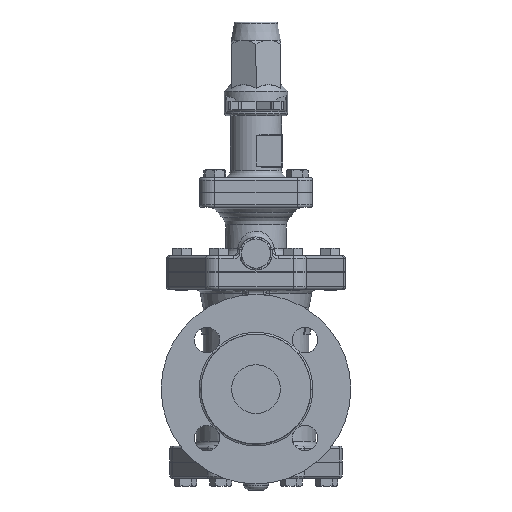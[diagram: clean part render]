
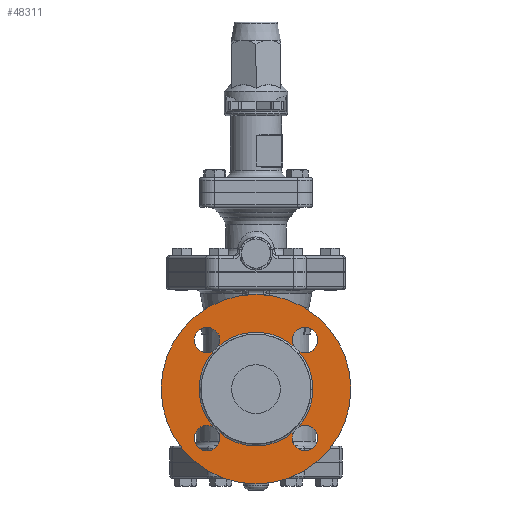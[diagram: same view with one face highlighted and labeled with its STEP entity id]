
A CAD part, left-side view. The second image highlights one B-rep face of the part: STEP entity #48311.
In plain terms, the highlighted planar face has unit normal (-1, 0, 0).
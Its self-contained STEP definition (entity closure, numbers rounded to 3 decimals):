
#43476=CARTESIAN_POINT('',(-109.,0.,138.0));
#43477=VERTEX_POINT('',#43476);
#43478=CARTESIAN_POINT('',(-109.,0.0,60.0));
#43479=DIRECTION('',(1.0,0.0,0.0));
#43480=DIRECTION('',(0.0,0.0,-1.0));
#43481=AXIS2_PLACEMENT_3D('',#43478,#43479,#43480);
#43482=CIRCLE('',#43481,78.0);
#43483=EDGE_CURVE('',#43477,#43477,#43482,.T.);
#48102=CARTESIAN_POINT('',(-109.,-31.36,94.806));
#48103=VERTEX_POINT('',#48102);
#48104=CARTESIAN_POINT('',(-109.,-34.806,91.36));
#48105=VERTEX_POINT('',#48104);
#48119=CARTESIAN_POINT('',(-109.,31.36,94.806));
#48120=VERTEX_POINT('',#48119);
#48121=CARTESIAN_POINT('',(-109.,0.0,60.0));
#48122=DIRECTION('',(-1.0,0.0,0.0));
#48123=DIRECTION('',(0.0,0.0,-1.0));
#48124=AXIS2_PLACEMENT_3D('',#48121,#48122,#48123);
#48125=CIRCLE('',#48124,46.85);
#48126=EDGE_CURVE('',#48103,#48120,#48125,.T.);
#48128=CARTESIAN_POINT('',(-109.,34.806,91.36));
#48129=VERTEX_POINT('',#48128);
#48143=CARTESIAN_POINT('',(-109.,34.806,28.64));
#48144=VERTEX_POINT('',#48143);
#48145=CARTESIAN_POINT('',(-109.,0.0,60.0));
#48146=DIRECTION('',(-1.0,0.0,0.0));
#48147=DIRECTION('',(0.0,0.0,-1.0));
#48148=AXIS2_PLACEMENT_3D('',#48145,#48146,#48147);
#48149=CIRCLE('',#48148,46.85);
#48150=EDGE_CURVE('',#48129,#48144,#48149,.T.);
#48152=CARTESIAN_POINT('',(-109.,31.36,25.194));
#48153=VERTEX_POINT('',#48152);
#48167=CARTESIAN_POINT('',(-109.,-31.36,25.194));
#48168=VERTEX_POINT('',#48167);
#48169=CARTESIAN_POINT('',(-109.,0.0,60.0));
#48170=DIRECTION('',(-1.0,0.0,0.0));
#48171=DIRECTION('',(0.0,0.0,-1.0));
#48172=AXIS2_PLACEMENT_3D('',#48169,#48170,#48171);
#48173=CIRCLE('',#48172,46.85);
#48174=EDGE_CURVE('',#48153,#48168,#48173,.T.);
#48176=CARTESIAN_POINT('',(-109.,-34.806,28.64));
#48177=VERTEX_POINT('',#48176);
#48191=CARTESIAN_POINT('',(-109.,0.0,60.0));
#48192=DIRECTION('',(-1.0,0.0,0.0));
#48193=DIRECTION('',(0.0,0.0,-1.0));
#48194=AXIS2_PLACEMENT_3D('',#48191,#48192,#48193);
#48195=CIRCLE('',#48194,46.85);
#48196=EDGE_CURVE('',#48177,#48105,#48195,.T.);
#48269=CARTESIAN_POINT('',(-109.,0.0,60.0));
#48270=DIRECTION('',(1.0,0.0,0.0));
#48271=DIRECTION('',(0.0,0.0,-1.0));
#48272=AXIS2_PLACEMENT_3D('',#48269,#48270,#48271);
#48273=PLANE('',#48272);
#48274=ORIENTED_EDGE('',*,*,#43483,.F.);
#48275=EDGE_LOOP('',(#48274));
#48276=FACE_OUTER_BOUND('',#48275,.T.);
#48277=ORIENTED_EDGE('',*,*,#48196,.F.);
#48278=CARTESIAN_POINT('',(-109.,-40.305,19.695));
#48279=DIRECTION('',(-1.0,0.0,0.0));
#48280=DIRECTION('',(0.0,-1.0,0.0));
#48281=AXIS2_PLACEMENT_3D('',#48278,#48279,#48280);
#48282=CIRCLE('',#48281,10.5);
#48283=EDGE_CURVE('',#48168,#48177,#48282,.T.);
#48284=ORIENTED_EDGE('',*,*,#48283,.F.);
#48285=ORIENTED_EDGE('',*,*,#48174,.F.);
#48286=CARTESIAN_POINT('',(-109.,40.305,19.695));
#48287=DIRECTION('',(-1.0,0.0,0.0));
#48288=DIRECTION('',(0.0,0.0,-1.0));
#48289=AXIS2_PLACEMENT_3D('',#48286,#48287,#48288);
#48290=CIRCLE('',#48289,10.5);
#48291=EDGE_CURVE('',#48144,#48153,#48290,.T.);
#48292=ORIENTED_EDGE('',*,*,#48291,.F.);
#48293=ORIENTED_EDGE('',*,*,#48150,.F.);
#48294=CARTESIAN_POINT('',(-109.,40.305,100.305));
#48295=DIRECTION('',(-1.0,0.0,0.0));
#48296=DIRECTION('',(0.0,1.0,0.0));
#48297=AXIS2_PLACEMENT_3D('',#48294,#48295,#48296);
#48298=CIRCLE('',#48297,10.5);
#48299=EDGE_CURVE('',#48120,#48129,#48298,.T.);
#48300=ORIENTED_EDGE('',*,*,#48299,.F.);
#48301=ORIENTED_EDGE('',*,*,#48126,.F.);
#48302=CARTESIAN_POINT('',(-109.,-40.305,100.305));
#48303=DIRECTION('',(-1.0,0.0,0.0));
#48304=DIRECTION('',(0.0,0.0,1.0));
#48305=AXIS2_PLACEMENT_3D('',#48302,#48303,#48304);
#48306=CIRCLE('',#48305,10.5);
#48307=EDGE_CURVE('',#48105,#48103,#48306,.T.);
#48308=ORIENTED_EDGE('',*,*,#48307,.F.);
#48309=EDGE_LOOP('',(#48277,#48284,#48285,#48292,#48293,#48300,#48301,#48308));
#48310=FACE_BOUND('',#48309,.T.);
#48311=ADVANCED_FACE('',(#48276,#48310),#48273,.F.);
